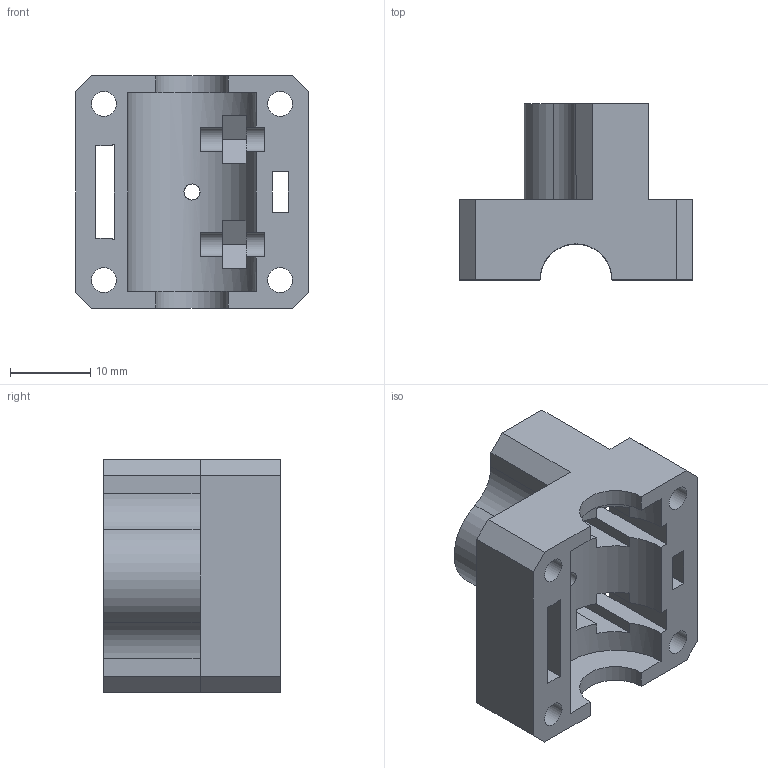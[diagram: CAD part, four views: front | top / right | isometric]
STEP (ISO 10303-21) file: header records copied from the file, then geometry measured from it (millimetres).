
FILE_DESCRIPTION((''),'2;1');
FILE_NAME('ROD CLAMP 1 DRYLIN.stp','2014-06-10T14:34:42',('jge'),(''),'Autodesk Inventor 2012','Autodesk Inventor 2012','');
FILE_SCHEMA(('AUTOMOTIVE_DESIGN { 1 0 10303 214 1 1 1 1 }'));
Length unit declared in the file: millimetre
Products named in the file (1): ROD CLAMP 1 DRYLIN
Bounding box: 29 x 22 x 29 mm (x, y, z)
Volume: 6601.1 mm3; surface area: 5891.5 mm2
Topology: 1 solids, 1 shells, 98 faces, 289 edges, 192 vertices
Faces by surface type: plane 72, cylinder 26
Full cylindrical faces by diameter (mm): 2 x1, 3.1 x4, 5.5 x4, 8 x1
Entity records: 3287 total; most frequent: CARTESIAN_POINT 617, ORIENTED_EDGE 550, DIRECTION 535, EDGE_CURVE 275, VECTOR 207, LINE 207, VERTEX_POINT 188, AXIS2_PLACEMENT_3D 164
